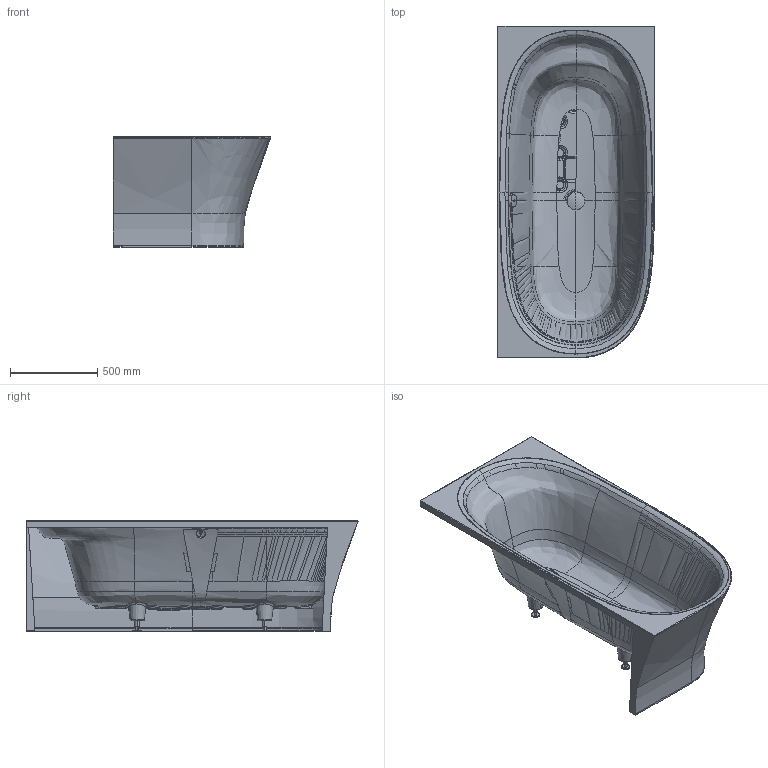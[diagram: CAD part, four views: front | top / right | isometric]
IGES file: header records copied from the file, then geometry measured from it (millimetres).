
Global section: file name: No Iges File Name specified; native system: Autodesk Inventor 2011; preprocessor: AutoDesk Inventor Iges Exporter R2011; author: Administrator; date: 20150520.220431; units: millimetre
Bounding box: 901.02 x 1900.22 x 633.49 mm (x, y, z)
Volume: 61967870 mm3; surface area: 9375821.9 mm2
Topology: 7 solids, 7 shells, 1443 faces, 3757 edges, 2295 vertices
Faces by surface type: bspline 1056, plane 183, revolution 97, cylinder 55, torus 30, cone 20, sphere 2
